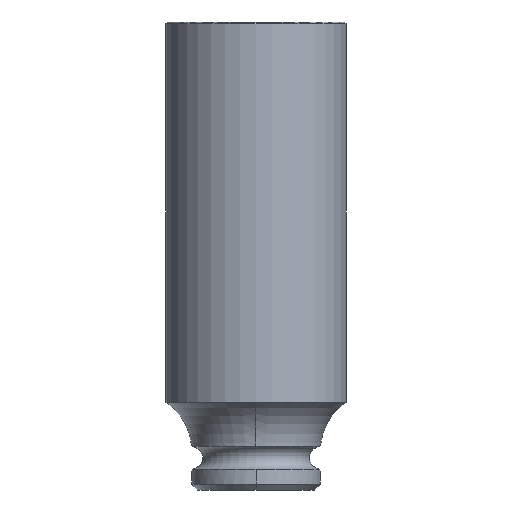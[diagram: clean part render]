
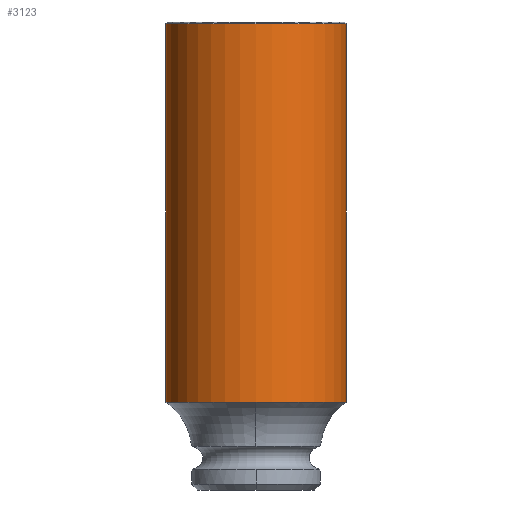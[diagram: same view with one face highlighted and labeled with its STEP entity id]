
A CAD part, left-side view. The second image highlights one B-rep face of the part: STEP entity #3123.
In plain terms, the highlighted cylindrical face has radius 15.4 mm (diameter 30.8 mm), a partial arc.
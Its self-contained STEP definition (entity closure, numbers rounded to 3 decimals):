
#1071=CARTESIAN_POINT('',(0.,0.,79.7));
#1072=DIRECTION('',(0.,0.,1.));
#1073=DIRECTION('',(0.,1.,0.));
#1074=AXIS2_PLACEMENT_3D('',#1071,#1072,#1073);
#1076=CARTESIAN_POINT('',(0.,0.,15.));
#1077=DIRECTION('',(0.,0.,1.));
#1078=DIRECTION('',(-1.,0.,0.));
#1079=AXIS2_PLACEMENT_3D('',#1076,#1077,#1078);
#1081=CARTESIAN_POINT('',(0.,0.,15.));
#1082=DIRECTION('',(0.,0.,1.));
#1083=DIRECTION('',(0.,1.,0.));
#1084=AXIS2_PLACEMENT_3D('',#1081,#1082,#1083);
#1091=DIRECTION('',(0.,0.,1.));
#1092=VECTOR('',#1091,64.7);
#1093=CARTESIAN_POINT('',(0.,15.4,15.));
#1094=LINE('',#1093,#1092);
#1095=DIRECTION('',(0.,0.,1.));
#1096=VECTOR('',#1095,64.7);
#1097=CARTESIAN_POINT('',(0.,-15.4,15.));
#1098=LINE('',#1097,#1096);
#1940=CARTESIAN_POINT('',(0.,15.4,15.));
#1941=CARTESIAN_POINT('',(-15.4,0.,15.));
#1942=VERTEX_POINT('',#1940);
#1943=VERTEX_POINT('',#1941);
#1944=CARTESIAN_POINT('',(0.,-15.4,15.));
#1945=VERTEX_POINT('',#1944);
#1975=CARTESIAN_POINT('',(0.,-15.4,79.7));
#1976=CARTESIAN_POINT('',(0.,15.4,79.7));
#1977=VERTEX_POINT('',#1975);
#1978=VERTEX_POINT('',#1976);
#3109=CARTESIAN_POINT('',(0.,0.,11.75));
#3110=DIRECTION('',(0.,0.,1.));
#3111=DIRECTION('',(0.,1.,0.));
#3112=AXIS2_PLACEMENT_3D('',#3109,#3110,#3111);
#3113=CYLINDRICAL_SURFACE('',#3112,15.4);
#3114=ORIENTED_EDGE('',*,*,#2049,.T.);
#3116=ORIENTED_EDGE('',*,*,#3115,.F.);
#3117=ORIENTED_EDGE('',*,*,#3103,.F.);
#3118=ORIENTED_EDGE('',*,*,#2832,.F.);
#3120=ORIENTED_EDGE('',*,*,#3119,.T.);
#3121=EDGE_LOOP('',(#3114,#3116,#3117,#3118,#3120));
#3122=FACE_OUTER_BOUND('',#3121,.F.);
#3123=ADVANCED_FACE('',(#3122),#3113,.T.);
#1075=CIRCLE('',#1074,15.4);
#1080=CIRCLE('',#1079,15.4);
#1085=CIRCLE('',#1084,15.4);
#2049=EDGE_CURVE('',#1978,#1977,#1075,.T.);
#2832=EDGE_CURVE('',#1942,#1943,#1085,.T.);
#3103=EDGE_CURVE('',#1943,#1945,#1080,.T.);
#3115=EDGE_CURVE('',#1945,#1977,#1098,.T.);
#3119=EDGE_CURVE('',#1942,#1978,#1094,.T.);
